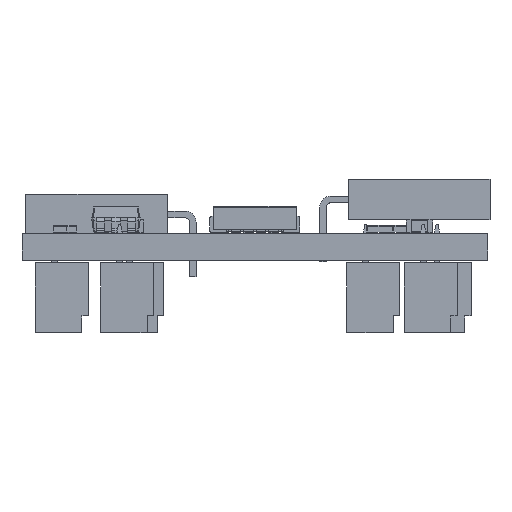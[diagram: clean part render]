
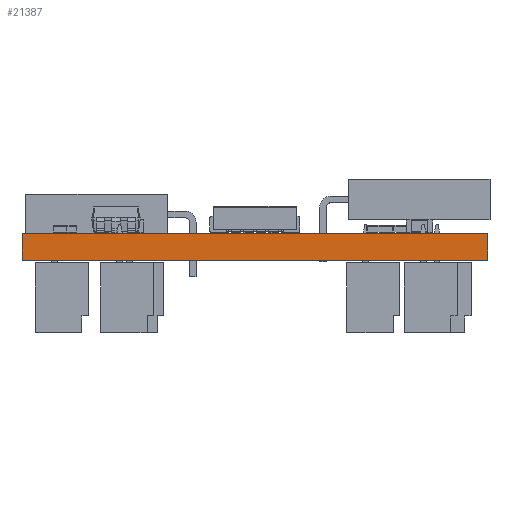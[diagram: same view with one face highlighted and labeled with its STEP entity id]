
A CAD part, front view. The second image highlights one B-rep face of the part: STEP entity #21387.
In plain terms, the highlighted planar face has unit normal (0, -1, 0).
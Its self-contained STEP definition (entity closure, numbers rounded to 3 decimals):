
#21387 = ADVANCED_FACE('',(#21388),#21422,.T.);
#21388 = FACE_BOUND('',#21389,.T.);
#21389 = EDGE_LOOP('',(#21390,#21400,#21408,#21416));
#21390 = ORIENTED_EDGE('',*,*,#21391,.T.);
#21391 = EDGE_CURVE('',#21392,#21394,#21396,.T.);
#21392 = VERTEX_POINT('',#21393);
#21393 = CARTESIAN_POINT('',(28.,-45.,0.));
#21394 = VERTEX_POINT('',#21395);
#21395 = CARTESIAN_POINT('',(28.,-45.,1.6));
#21396 = LINE('',#21397,#21398);
#21397 = CARTESIAN_POINT('',(28.,-45.,0.));
#21398 = VECTOR('',#21399,1.);
#21399 = DIRECTION('',(0.,0.,1.));
#21400 = ORIENTED_EDGE('',*,*,#21401,.T.);
#21401 = EDGE_CURVE('',#21394,#21402,#21404,.T.);
#21402 = VERTEX_POINT('',#21403);
#21403 = CARTESIAN_POINT('',(0.,-45.,1.6));
#21404 = LINE('',#21405,#21406);
#21405 = CARTESIAN_POINT('',(28.,-45.,1.6));
#21406 = VECTOR('',#21407,1.);
#21407 = DIRECTION('',(-1.,0.,0.));
#21408 = ORIENTED_EDGE('',*,*,#21409,.F.);
#21409 = EDGE_CURVE('',#21410,#21402,#21412,.T.);
#21410 = VERTEX_POINT('',#21411);
#21411 = CARTESIAN_POINT('',(0.,-45.,0.));
#21412 = LINE('',#21413,#21414);
#21413 = CARTESIAN_POINT('',(0.,-45.,0.));
#21414 = VECTOR('',#21415,1.);
#21415 = DIRECTION('',(0.,0.,1.));
#21416 = ORIENTED_EDGE('',*,*,#21417,.F.);
#21417 = EDGE_CURVE('',#21392,#21410,#21418,.T.);
#21418 = LINE('',#21419,#21420);
#21419 = CARTESIAN_POINT('',(28.,-45.,0.));
#21420 = VECTOR('',#21421,1.);
#21421 = DIRECTION('',(-1.,0.,0.));
#21422 = PLANE('',#21423);
#21423 = AXIS2_PLACEMENT_3D('',#21424,#21425,#21426);
#21424 = CARTESIAN_POINT('',(28.,-45.,0.));
#21425 = DIRECTION('',(0.,-1.,0.));
#21426 = DIRECTION('',(-1.,0.,0.));
